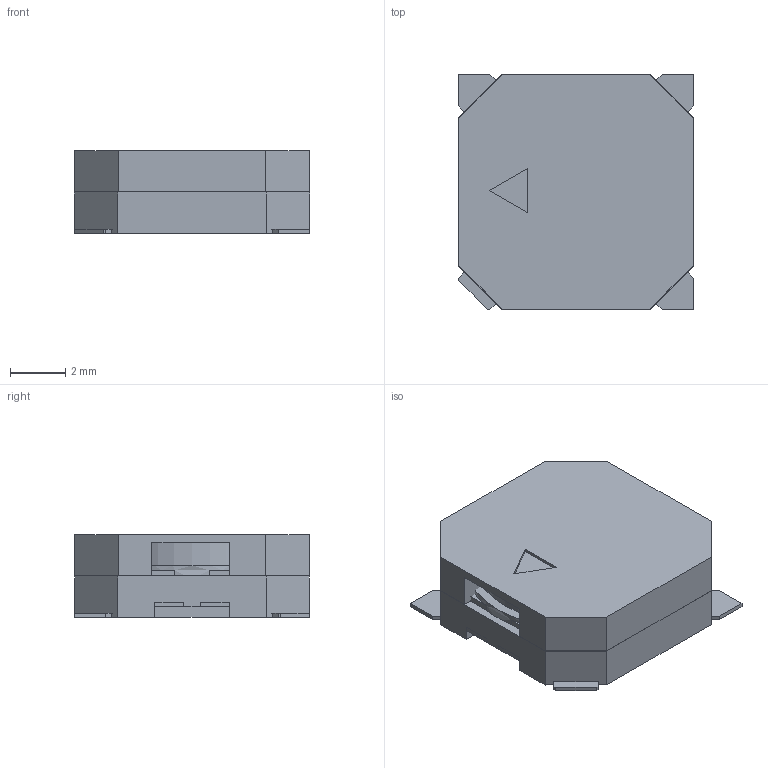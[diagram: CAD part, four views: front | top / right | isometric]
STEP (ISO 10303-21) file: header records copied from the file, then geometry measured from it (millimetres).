
FILE_DESCRIPTION(/* description */ (''),/* implementation_level */ '2;1');
FILE_NAME(/* name */ 'SMT-0827-S-HT-R.stp',/* time_stamp */ '2020-05-01T09:01:42-04:00',/* author */ ('VanDenBroek'),/* organization */ (''),/* preprocessor_version */ 'ST-DEVELOPER v16.1',/* originating_system */ 'Autodesk Inventor 2016',/* authorisation */ '');
FILE_SCHEMA (('AUTOMOTIVE_DESIGN { 1 0 10303 214 3 1 1 }'));
Length unit declared in the file: millimetre
Products named in the file (3): LET8530BS  GAI; LET8530BS GU JIA; SMT-0827-S-HT-R
Assembly tree (2 placements, depth 2):
  SMT-0827-S-HT-R
    LET8530BS  GAI
    LET8530BS GU JIA
Bounding box: 8.52 x 8.5 x 3 mm (x, y, z)
Surface area: 533.7 mm2
Topology: 14 solids, 15 shells, 180 faces, 433 edges, 286 vertices
Faces by surface type: plane 161, cylinder 19
Full cylindrical faces by diameter (mm): 0.7 x2, 7.3 x1
Entity records: 5228 total; most frequent: CARTESIAN_POINT 901, ORIENTED_EDGE 860, DIRECTION 846, EDGE_CURVE 430, LINE 384, VECTOR 384, VERTEX_POINT 286, AXIS2_PLACEMENT_3D 231
